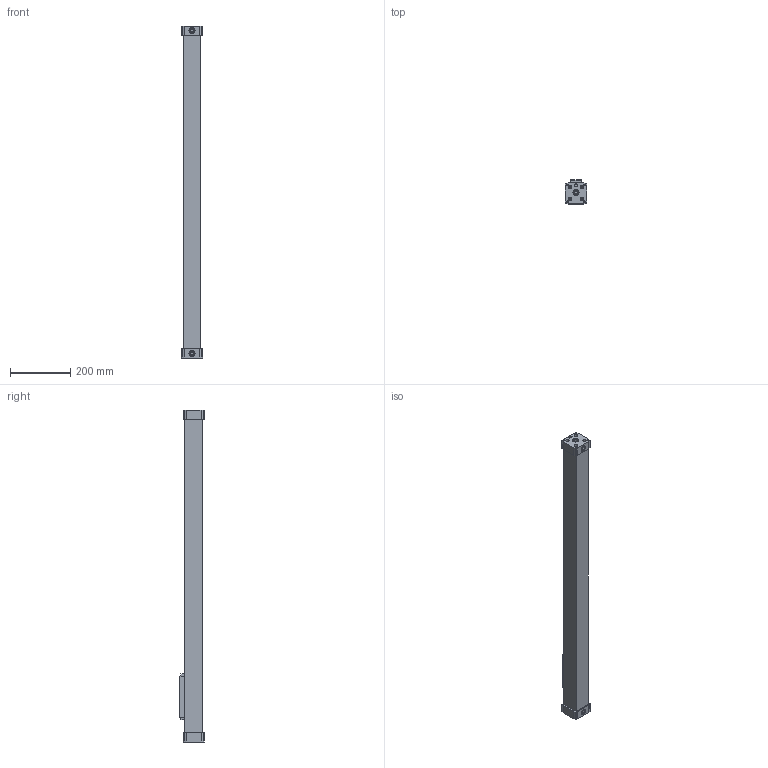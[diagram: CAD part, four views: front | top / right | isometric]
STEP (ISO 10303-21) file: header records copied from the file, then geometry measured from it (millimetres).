
FILE_DESCRIPTION( ( 'STEP AP203' ), '1' );
FILE_NAME( 'MCRPLF-90-40-0800(0).stp', '2020-06-04T11:11:07', ( 'License CC BY-ND 4.0' ), ( 'CADENAS' ), ' ', 'PARTsolutions', ' ' );
FILE_SCHEMA( ( 'CONFIG_CONTROL_DESIGN' ) );
Length unit declared in the file: millimetre
Products named in the file (3): MCRPLF-90-40-0800(0); _BodyMCRPLF-90-40-800; _RodMCRPLF-90:Standard type-40
Assembly tree (2 placements, depth 2):
  MCRPLF-90-40-0800(0)
    _BodyMCRPLF-90-40-800
    _RodMCRPLF-90:Standard type-40
Bounding box: 72 x 80 x 1100 mm (x, y, z)
Volume: 3859264.9 mm3; surface area: 318145.3 mm2
Topology: 2 solids, 2 shells, 240 faces, 542 edges, 354 vertices
Faces by surface type: plane 154, cylinder 66, cone 20
Full cylindrical faces by diameter (mm): 4.917 x14, 6 x8, 6.647 x8, 8 x2, 10 x2, 11 x8, 19.5 x2, 20 x4
Entity records: 6484 total; most frequent: DIRECTION 1114, CARTESIAN_POINT 1101, ORIENTED_EDGE 944, EDGE_CURVE 472, AXIS2_PLACEMENT_3D 401, EDGE_LOOP 364, VERTEX_POINT 352, LINE 312
